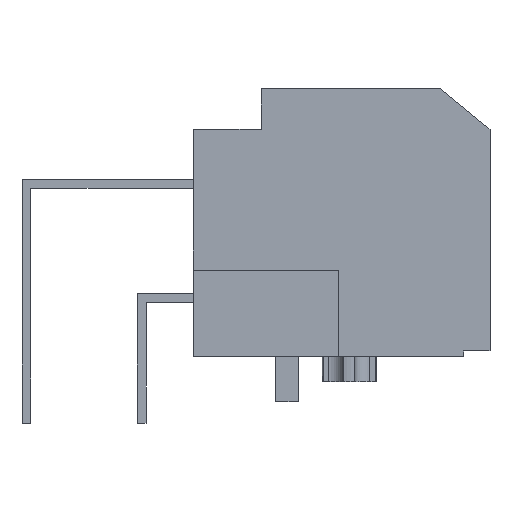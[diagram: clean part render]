
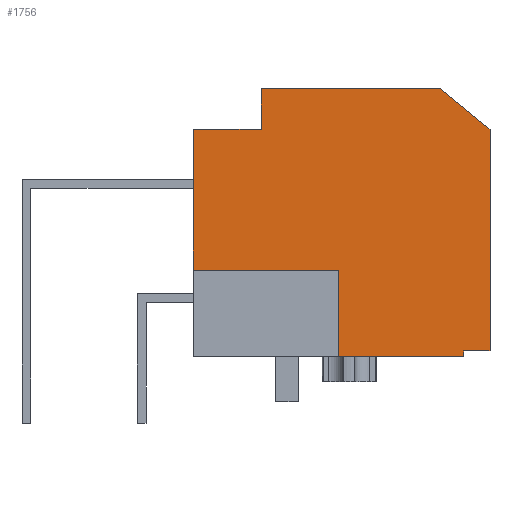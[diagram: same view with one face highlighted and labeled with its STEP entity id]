
A CAD part, left-side view. The second image highlights one B-rep face of the part: STEP entity #1756.
In plain terms, the highlighted planar face has unit normal (-1, 0, 0).
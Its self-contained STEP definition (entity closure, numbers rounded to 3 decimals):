
#5=DIRECTION('',(0.,-1.,0.));
#6=VECTOR('',#5,7.1);
#7=CARTESIAN_POINT('',(-3.67,8.6,0.));
#8=LINE('',#7,#6);
#49=DIRECTION('',(0.,0.,1.));
#50=VECTOR('',#49,4.895);
#51=CARTESIAN_POINT('',(-3.67,8.6,0.));
#52=LINE('',#51,#50);
#57=DIRECTION('',(0.,1.,0.));
#58=VECTOR('',#57,8.26);
#59=CARTESIAN_POINT('',(-3.67,8.6,4.895));
#60=LINE('',#59,#58);
#97=DIRECTION('',(0.,1.,0.));
#98=VECTOR('',#97,3.86);
#99=CARTESIAN_POINT('',(-3.67,13.,12.9));
#100=LINE('',#99,#98);
#101=DIRECTION('',(0.,0.,-1.));
#102=VECTOR('',#101,2.3);
#103=CARTESIAN_POINT('',(-3.67,13.,15.2));
#104=LINE('',#103,#102);
#105=DIRECTION('',(0.,1.,0.));
#106=VECTOR('',#105,10.2);
#107=CARTESIAN_POINT('',(-3.67,2.8,15.2));
#108=LINE('',#107,#106);
#109=DIRECTION('',(0.,0.773,0.635));
#110=VECTOR('',#109,3.624);
#111=CARTESIAN_POINT('',(-3.67,0.,12.9));
#112=LINE('',#111,#110);
#113=DIRECTION('',(0.,-1.,0.));
#114=VECTOR('',#113,1.5);
#115=CARTESIAN_POINT('',(-3.67,1.5,0.3));
#116=LINE('',#115,#114);
#117=DIRECTION('',(0.,0.,1.));
#118=VECTOR('',#117,0.3);
#119=CARTESIAN_POINT('',(-3.67,1.5,0.));
#120=LINE('',#119,#118);
#121=DIRECTION('',(0.,0.,-1.));
#122=VECTOR('',#121,8.005);
#123=CARTESIAN_POINT('',(-3.67,16.86,12.9));
#124=LINE('',#123,#122);
#349=DIRECTION('',(0.,0.,-1.));
#350=VECTOR('',#349,12.6);
#351=CARTESIAN_POINT('',(-3.67,0.,12.9));
#352=LINE('',#351,#350);
#1499=CARTESIAN_POINT('',(-3.67,1.5,0.));
#1500=VERTEX_POINT('',#1499);
#1501=CARTESIAN_POINT('',(-3.67,8.6,0.));
#1502=VERTEX_POINT('',#1501);
#1503=CARTESIAN_POINT('',(-3.67,16.86,12.9));
#1504=VERTEX_POINT('',#1503);
#1505=CARTESIAN_POINT('',(-3.67,0.,0.3));
#1506=VERTEX_POINT('',#1505);
#1507=CARTESIAN_POINT('',(-3.67,1.5,0.3));
#1508=VERTEX_POINT('',#1507);
#1517=CARTESIAN_POINT('',(-3.67,13.,15.2));
#1518=VERTEX_POINT('',#1517);
#1519=CARTESIAN_POINT('',(-3.67,2.8,15.2));
#1520=VERTEX_POINT('',#1519);
#1521=CARTESIAN_POINT('',(-3.67,0.,12.9));
#1522=VERTEX_POINT('',#1521);
#1527=CARTESIAN_POINT('',(-3.67,13.,12.9));
#1528=VERTEX_POINT('',#1527);
#1565=CARTESIAN_POINT('',(-3.67,16.86,4.895));
#1566=VERTEX_POINT('',#1565);
#1579=CARTESIAN_POINT('',(-3.67,8.6,4.895));
#1580=VERTEX_POINT('',#1579);
#1731=CARTESIAN_POINT('',(-3.67,16.,0.));
#1732=DIRECTION('',(1.,0.,0.));
#1733=DIRECTION('',(0.,0.,-1.));
#1734=AXIS2_PLACEMENT_3D('',#1731,#1732,#1733);
#1735=PLANE('',#1734);
#1737=ORIENTED_EDGE('',*,*,#1736,.F.);
#1739=ORIENTED_EDGE('',*,*,#1738,.F.);
#1741=ORIENTED_EDGE('',*,*,#1740,.F.);
#1743=ORIENTED_EDGE('',*,*,#1742,.F.);
#1745=ORIENTED_EDGE('',*,*,#1744,.T.);
#1747=ORIENTED_EDGE('',*,*,#1746,.F.);
#1749=ORIENTED_EDGE('',*,*,#1748,.F.);
#1750=ORIENTED_EDGE('',*,*,#1618,.F.);
#1751=ORIENTED_EDGE('',*,*,#1662,.T.);
#1752=ORIENTED_EDGE('',*,*,#1677,.T.);
#1753=ORIENTED_EDGE('',*,*,#1687,.F.);
#1754=EDGE_LOOP('',(#1737,#1739,#1741,#1743,#1745,#1747,#1749,#1750,#1751,#1752,
#1753));
#1755=FACE_OUTER_BOUND('',#1754,.F.);
#1756=ADVANCED_FACE('',(#1755),#1735,.F.);
#1618=EDGE_CURVE('',#1502,#1500,#8,.T.);
#1662=EDGE_CURVE('',#1502,#1580,#52,.T.);
#1677=EDGE_CURVE('',#1580,#1566,#60,.T.);
#1687=EDGE_CURVE('',#1504,#1566,#124,.T.);
#1736=EDGE_CURVE('',#1528,#1504,#100,.T.);
#1738=EDGE_CURVE('',#1518,#1528,#104,.T.);
#1740=EDGE_CURVE('',#1520,#1518,#108,.T.);
#1742=EDGE_CURVE('',#1522,#1520,#112,.T.);
#1744=EDGE_CURVE('',#1522,#1506,#352,.T.);
#1746=EDGE_CURVE('',#1508,#1506,#116,.T.);
#1748=EDGE_CURVE('',#1500,#1508,#120,.T.);
